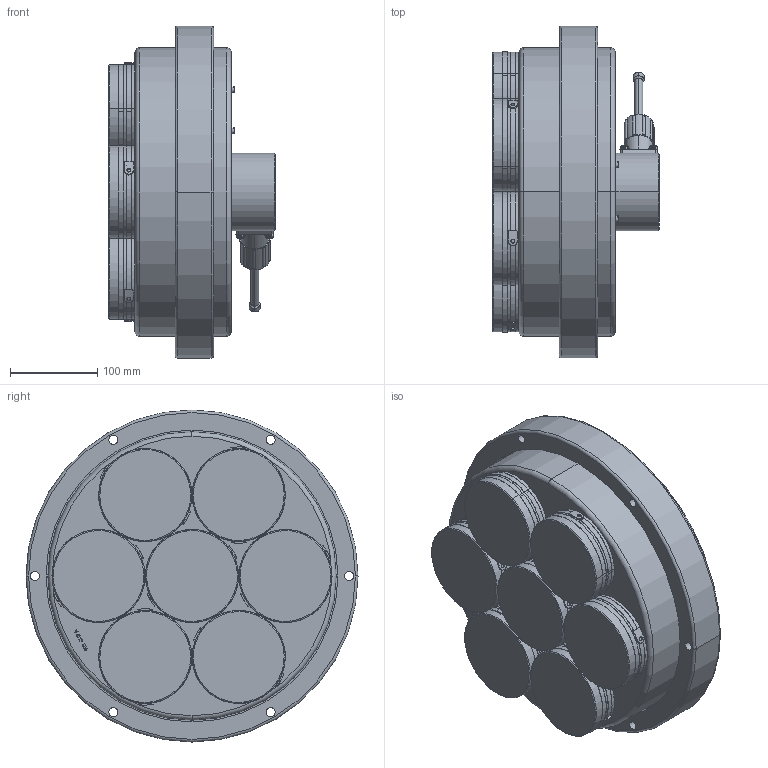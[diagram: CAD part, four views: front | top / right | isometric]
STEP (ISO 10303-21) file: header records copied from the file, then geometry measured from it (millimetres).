
FILE_DESCRIPTION (( 'STEP AP203' ), '1' );
FILE_NAME ('749 8001.STEP', '2016-11-15T09:59:58', ( '' ), ( '' ), 'SwSTEP 2.0', 'SolidWorks 2016', '' );
FILE_SCHEMA (( 'CONFIG_CONTROL_DESIGN' ));
Length unit declared in the file: millimetre
Products named in the file (1): 749 8001
Bounding box: 190.5 x 380 x 380 mm (x, y, z)
Surface area: 566846.1 mm2 (no closed solid volume)
Topology: 0 solids, 75 shells, 562 faces, 2083 edges, 1598 vertices
Faces by surface type: plane 285, cylinder 242, torus 25, cone 7, bspline 3
Entity records: 27052 total; most frequent: CARTESIAN_POINT 9636, DIRECTION 3526, ORIENTED_EDGE 3089, EDGE_CURVE 2083, VERTEX_POINT 1598, AXIS2_PLACEMENT_3D 1232, VECTOR 1062, LINE 1062
